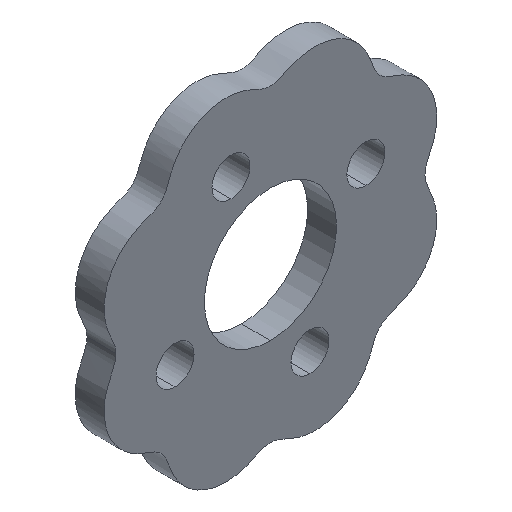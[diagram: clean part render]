
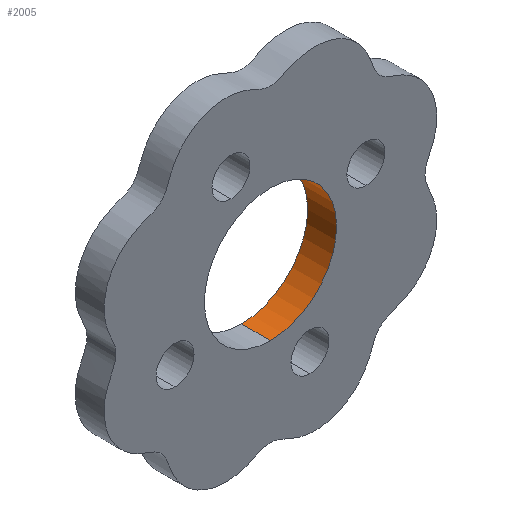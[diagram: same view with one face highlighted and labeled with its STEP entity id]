
A CAD part, isometric view. The second image highlights one B-rep face of the part: STEP entity #2005.
In plain terms, the highlighted cylindrical face has radius 16 mm (diameter 32 mm), a partial arc.
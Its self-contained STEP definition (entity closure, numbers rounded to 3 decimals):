
#38 = EDGE_CURVE ( 'NONE', #2363, #1685, #1137, .T. ) ;
#49 = ORIENTED_EDGE ( 'NONE', *, *, #1653, .F. ) ;
#131 = CIRCLE ( 'NONE', #942, 16. ) ;
#146 = FACE_OUTER_BOUND ( 'NONE', #1447, .T. ) ;
#254 = DIRECTION ( 'NONE',  ( 0., 1., 0. ) ) ;
#309 = VECTOR ( 'NONE', #1953, 1000. ) ;
#494 = CARTESIAN_POINT ( 'NONE',  ( 0., 7., 0. ) ) ;
#526 = EDGE_CURVE ( 'NONE', #817, #1685, #1244, .T. ) ;
#532 = DIRECTION ( 'NONE',  ( 0., 0., 1. ) ) ;
#571 = EDGE_CURVE ( 'NONE', #1900, #817, #2152, .T. ) ;
#737 = CARTESIAN_POINT ( 'NONE',  ( 0., 0., -16. ) ) ;
#774 = DIRECTION ( 'NONE',  ( 0., 0., 1. ) ) ;
#817 = VERTEX_POINT ( 'NONE', #1157 ) ;
#942 = AXIS2_PLACEMENT_3D ( 'NONE', #2416, #2601, #774 ) ;
#961 = CYLINDRICAL_SURFACE ( 'NONE', #2138, 16. ) ;
#1065 = ORIENTED_EDGE ( 'NONE', *, *, #526, .T. ) ;
#1136 = CARTESIAN_POINT ( 'NONE',  ( 0., 0., 16. ) ) ;
#1137 = LINE ( 'NONE', #737, #2098 ) ;
#1157 = CARTESIAN_POINT ( 'NONE',  ( 0., 7., 16. ) ) ;
#1202 = AXIS2_PLACEMENT_3D ( 'NONE', #494, #1340, #532 ) ;
#1204 = CARTESIAN_POINT ( 'NONE',  ( 0., 7., -16. ) ) ;
#1216 = DIRECTION ( 'NONE',  ( 0., 0., 1. ) ) ;
#1244 = CIRCLE ( 'NONE', #1202, 16. ) ;
#1340 = DIRECTION ( 'NONE',  ( 0., 1., 0. ) ) ;
#1365 = CARTESIAN_POINT ( 'NONE',  ( 0., 0., 16. ) ) ;
#1447 = EDGE_LOOP ( 'NONE', ( #2084, #49, #2496, #1065 ) ) ;
#1653 = EDGE_CURVE ( 'NONE', #1900, #2363, #131, .T. ) ;
#1685 = VERTEX_POINT ( 'NONE', #1204 ) ;
#1784 = CARTESIAN_POINT ( 'NONE',  ( 0., 0., 0. ) ) ;
#1900 = VERTEX_POINT ( 'NONE', #1365 ) ;
#1953 = DIRECTION ( 'NONE',  ( 0., 1., 0. ) ) ;
#2005 = ADVANCED_FACE ( 'NONE', ( #146 ), #961, .F. ) ;
#2084 = ORIENTED_EDGE ( 'NONE', *, *, #38, .F. ) ;
#2098 = VECTOR ( 'NONE', #2607, 1000. ) ;
#2138 = AXIS2_PLACEMENT_3D ( 'NONE', #1784, #254, #1216 ) ;
#2152 = LINE ( 'NONE', #1136, #309 ) ;
#2363 = VERTEX_POINT ( 'NONE', #2451 ) ;
#2416 = CARTESIAN_POINT ( 'NONE',  ( 0., 0., 0. ) ) ;
#2451 = CARTESIAN_POINT ( 'NONE',  ( 0., 0., -16. ) ) ;
#2496 = ORIENTED_EDGE ( 'NONE', *, *, #571, .T. ) ;
#2601 = DIRECTION ( 'NONE',  ( 0., 1., 0. ) ) ;
#2607 = DIRECTION ( 'NONE',  ( 0., 1., 0. ) ) ;
